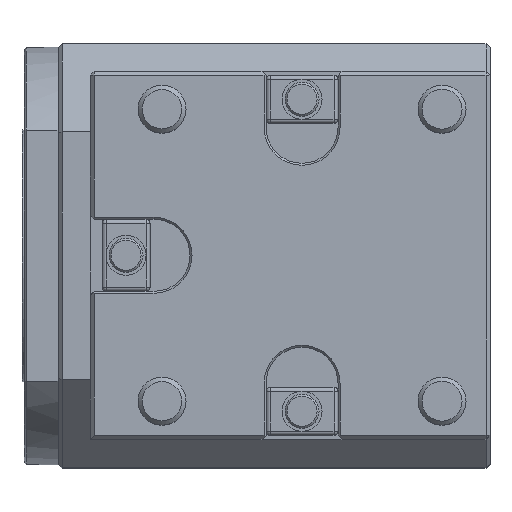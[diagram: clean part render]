
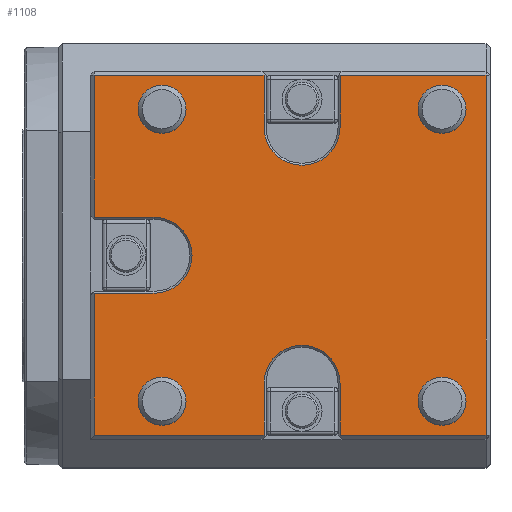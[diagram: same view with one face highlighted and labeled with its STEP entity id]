
A CAD part, top view. The second image highlights one B-rep face of the part: STEP entity #1108.
In plain terms, the highlighted planar face has unit normal (0, 0, 1).
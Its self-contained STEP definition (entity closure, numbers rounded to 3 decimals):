
#173=LINE('',#6036,#520);
#174=LINE('',#6038,#521);
#177=LINE('',#6043,#524);
#179=LINE('',#6046,#526);
#185=LINE('',#6058,#532);
#195=LINE('',#6082,#542);
#199=LINE('',#6090,#546);
#202=LINE('',#6096,#549);
#206=LINE('',#6104,#553);
#216=LINE('',#6128,#563);
#219=LINE('',#6133,#566);
#222=LINE('',#6139,#569);
#226=LINE('',#6147,#573);
#520=VECTOR('',#4549,1.);
#521=VECTOR('',#4552,1.);
#524=VECTOR('',#4557,1.);
#526=VECTOR('',#4561,1.);
#532=VECTOR('',#4569,1.);
#542=VECTOR('',#4587,1.);
#546=VECTOR('',#4593,1.);
#549=VECTOR('',#4598,1.);
#553=VECTOR('',#4604,1.);
#563=VECTOR('',#4622,1.);
#566=VECTOR('',#4627,1.);
#569=VECTOR('',#4632,1.);
#573=VECTOR('',#4638,1.);
#900=FACE_BOUND('',#1705,.T.);
#901=FACE_BOUND('',#1706,.T.);
#902=FACE_BOUND('',#1707,.T.);
#903=FACE_BOUND('',#1708,.T.);
#904=FACE_BOUND('',#1709,.T.);
#1108=ADVANCED_FACE('',(#900,#901,#902,#903,#904),#1311,.T.);
#1311=PLANE('',#4103);
#1705=EDGE_LOOP('',(#2489));
#1706=EDGE_LOOP('',(#2490,#2491,#2492,#2493,#2494,#2495,#2496,#2497,#2498,
#2499,#2500,#2501,#2502,#2503,#2504,#2505));
#1707=EDGE_LOOP('',(#2506));
#1708=EDGE_LOOP('',(#2507));
#1709=EDGE_LOOP('',(#2508));
#2489=ORIENTED_EDGE('',*,*,#3570,.F.);
#2490=ORIENTED_EDGE('',*,*,#3409,.T.);
#2491=ORIENTED_EDGE('',*,*,#3405,.T.);
#2492=ORIENTED_EDGE('',*,*,#3402,.T.);
#2493=ORIENTED_EDGE('',*,*,#3399,.T.);
#2494=ORIENTED_EDGE('',*,*,#3393,.T.);
#2495=ORIENTED_EDGE('',*,*,#3387,.T.);
#2496=ORIENTED_EDGE('',*,*,#3383,.T.);
#2497=ORIENTED_EDGE('',*,*,#3380,.T.);
#2498=ORIENTED_EDGE('',*,*,#3376,.T.);
#2499=ORIENTED_EDGE('',*,*,#3368,.T.);
#2500=ORIENTED_EDGE('',*,*,#3364,.T.);
#2501=ORIENTED_EDGE('',*,*,#3358,.T.);
#2502=ORIENTED_EDGE('',*,*,#3356,.T.);
#2503=ORIENTED_EDGE('',*,*,#3353,.T.);
#2504=ORIENTED_EDGE('',*,*,#3352,.T.);
#2505=ORIENTED_EDGE('',*,*,#3344,.T.);
#2506=ORIENTED_EDGE('',*,*,#3566,.F.);
#2507=ORIENTED_EDGE('',*,*,#3569,.F.);
#2508=ORIENTED_EDGE('',*,*,#3229,.F.);
#2898=VERTEX_POINT('',#5782);
#2928=VERTEX_POINT('',#5863);
#2931=VERTEX_POINT('',#5870);
#2932=VERTEX_POINT('',#5874);
#2981=VERTEX_POINT('',#6019);
#2982=VERTEX_POINT('',#6021);
#2984=VERTEX_POINT('',#6027);
#2990=VERTEX_POINT('',#6047);
#2995=VERTEX_POINT('',#6059);
#2998=VERTEX_POINT('',#6067);
#3000=VERTEX_POINT('',#6073);
#3005=VERTEX_POINT('',#6085);
#3010=VERTEX_POINT('',#6097);
#3013=VERTEX_POINT('',#6105);
#3016=VERTEX_POINT('',#6113);
#3018=VERTEX_POINT('',#6119);
#3026=VERTEX_POINT('',#6140);
#3117=VERTEX_POINT('',#6477);
#3120=VERTEX_POINT('',#6486);
#3121=VERTEX_POINT('',#6489);
#3229=EDGE_CURVE('',#2898,#2898,#3739,.T.);
#3344=EDGE_CURVE('',#2982,#2981,#3759,.T.);
#3352=EDGE_CURVE('',#2984,#2982,#173,.T.);
#3353=EDGE_CURVE('',#2928,#2984,#174,.T.);
#3356=EDGE_CURVE('',#2931,#2928,#177,.T.);
#3358=EDGE_CURVE('',#2990,#2931,#179,.T.);
#3364=EDGE_CURVE('',#2995,#2990,#185,.T.);
#3368=EDGE_CURVE('',#2998,#2995,#3761,.T.);
#3376=EDGE_CURVE('',#3000,#2998,#195,.T.);
#3380=EDGE_CURVE('',#3005,#3000,#199,.T.);
#3383=EDGE_CURVE('',#3010,#3005,#202,.T.);
#3387=EDGE_CURVE('',#3013,#3010,#206,.T.);
#3393=EDGE_CURVE('',#3016,#3013,#3764,.T.);
#3399=EDGE_CURVE('',#3018,#3016,#216,.T.);
#3402=EDGE_CURVE('',#2932,#3018,#219,.T.);
#3405=EDGE_CURVE('',#3026,#2932,#222,.T.);
#3409=EDGE_CURVE('',#2981,#3026,#226,.T.);
#3566=EDGE_CURVE('',#3117,#3117,#3795,.T.);
#3569=EDGE_CURVE('',#3120,#3120,#3798,.T.);
#3570=EDGE_CURVE('',#3121,#3121,#3799,.T.);
#3739=CIRCLE('',#3909,6.);
#3759=CIRCLE('',#3971,9.5);
#3761=CIRCLE('',#3979,9.5);
#3764=CIRCLE('',#3987,9.5);
#3795=CIRCLE('',#4094,6.);
#3798=CIRCLE('',#4100,6.);
#3799=CIRCLE('',#4102,6.);
#3909=AXIS2_PLACEMENT_3D('',#5781,#4320,#4321);
#3971=AXIS2_PLACEMENT_3D('',#6020,#4537,#4538);
#3979=AXIS2_PLACEMENT_3D('',#6066,#4575,#4576);
#3987=AXIS2_PLACEMENT_3D('',#6116,#4613,#4614);
#4094=AXIS2_PLACEMENT_3D('',#6476,#4965,#4966);
#4100=AXIS2_PLACEMENT_3D('',#6485,#4977,#4978);
#4102=AXIS2_PLACEMENT_3D('',#6488,#4981,#4982);
#4103=AXIS2_PLACEMENT_3D('',#6490,#4983,#4984);
#4320=DIRECTION('',(0.,0.,1.));
#4321=DIRECTION('',(1.,0.,0.));
#4537=DIRECTION('',(0.,0.,-1.));
#4538=DIRECTION('',(-1.,0.,0.));
#4549=DIRECTION('',(0.,-1.,0.));
#4552=DIRECTION('',(-1.,0.,0.));
#4557=DIRECTION('',(0.,1.,0.));
#4561=DIRECTION('',(1.,0.,0.));
#4569=DIRECTION('',(0.,-1.,0.));
#4575=DIRECTION('',(0.,0.,-1.));
#4576=DIRECTION('',(-1.,0.,0.));
#4587=DIRECTION('',(0.,1.,0.));
#4593=DIRECTION('',(1.,0.,0.));
#4598=DIRECTION('',(0.,-1.,0.));
#4604=DIRECTION('',(-1.,0.,0.));
#4613=DIRECTION('',(0.,0.,-1.));
#4614=DIRECTION('',(-1.,0.,0.));
#4622=DIRECTION('',(1.,0.,0.));
#4627=DIRECTION('',(0.,-1.,0.));
#4632=DIRECTION('',(-1.,0.,0.));
#4638=DIRECTION('',(0.,1.,0.));
#4965=DIRECTION('',(0.,0.,1.));
#4966=DIRECTION('',(1.,0.,0.));
#4977=DIRECTION('',(0.,0.,1.));
#4978=DIRECTION('',(1.,0.,0.));
#4981=DIRECTION('',(0.,0.,1.));
#4982=DIRECTION('',(1.,0.,0.));
#4983=DIRECTION('',(0.,0.,1.));
#4984=DIRECTION('',(1.,0.,0.));
#5781=CARTESIAN_POINT('',(35.,-36.5,0.));
#5782=CARTESIAN_POINT('',(41.,-36.5,0.));
#5863=CARTESIAN_POINT('',(46.,45.,0.));
#5870=CARTESIAN_POINT('',(46.,-45.,0.));
#5874=CARTESIAN_POINT('',(-52.,45.,0.));
#6019=CARTESIAN_POINT('',(-9.5,32.,0.));
#6020=CARTESIAN_POINT('',(0.,32.,0.));
#6021=CARTESIAN_POINT('',(9.5,32.,0.));
#6027=CARTESIAN_POINT('',(9.5,45.,0.));
#6036=CARTESIAN_POINT('',(9.5,32.,0.));
#6038=CARTESIAN_POINT('',(9.5,45.,0.));
#6043=CARTESIAN_POINT('',(46.,53.,0.));
#6046=CARTESIAN_POINT('',(47.,-45.,0.));
#6047=CARTESIAN_POINT('',(9.5,-45.,0.));
#6058=CARTESIAN_POINT('',(9.5,53.,0.));
#6059=CARTESIAN_POINT('',(9.5,-32.,0.));
#6066=CARTESIAN_POINT('',(0.,-32.,0.));
#6067=CARTESIAN_POINT('',(-9.5,-32.,0.));
#6073=CARTESIAN_POINT('',(-9.5,-45.,0.));
#6082=CARTESIAN_POINT('',(-9.5,53.,0.));
#6085=CARTESIAN_POINT('',(-52.,-45.,0.));
#6090=CARTESIAN_POINT('',(-9.5,-45.,0.));
#6096=CARTESIAN_POINT('',(-52.,53.,0.));
#6097=CARTESIAN_POINT('',(-52.,-9.5,0.));
#6104=CARTESIAN_POINT('',(-53.,-9.5,0.));
#6105=CARTESIAN_POINT('',(-37.,-9.5,0.));
#6113=CARTESIAN_POINT('',(-37.,9.5,0.));
#6116=CARTESIAN_POINT('',(-37.,0.,0.));
#6119=CARTESIAN_POINT('',(-52.,9.5,0.));
#6128=CARTESIAN_POINT('',(-37.,9.5,0.));
#6133=CARTESIAN_POINT('',(-52.,53.,0.));
#6139=CARTESIAN_POINT('',(-53.,45.,0.));
#6140=CARTESIAN_POINT('',(-9.5,45.,0.));
#6147=CARTESIAN_POINT('',(-9.5,46.,0.));
#6476=CARTESIAN_POINT('',(-35.,-36.5,0.));
#6477=CARTESIAN_POINT('',(-29.,-36.5,0.));
#6485=CARTESIAN_POINT('',(-35.,36.5,0.));
#6486=CARTESIAN_POINT('',(-29.,36.5,0.));
#6488=CARTESIAN_POINT('',(35.,36.5,0.));
#6489=CARTESIAN_POINT('',(41.,36.5,0.));
#6490=CARTESIAN_POINT('',(47.,53.,0.));
